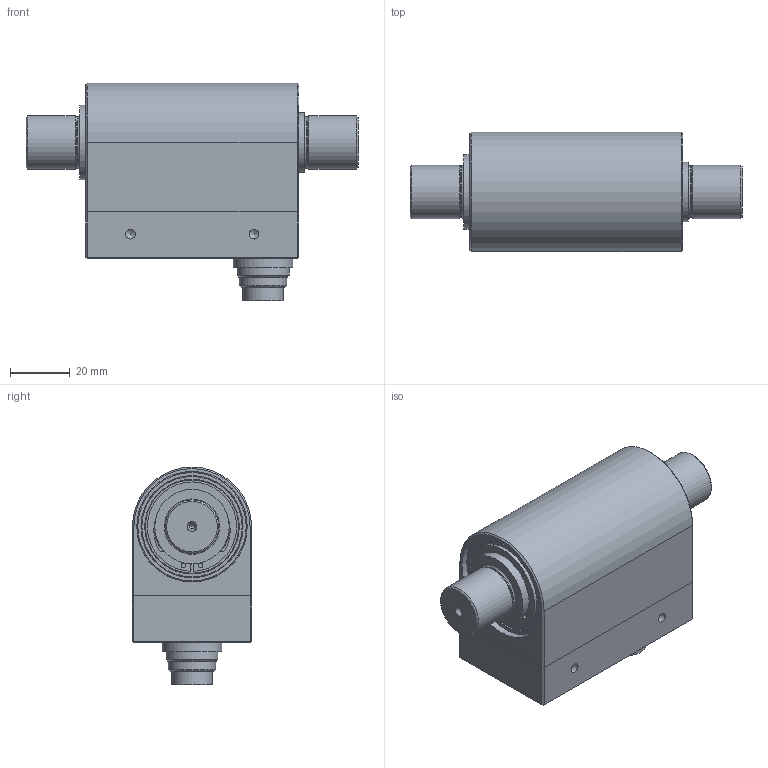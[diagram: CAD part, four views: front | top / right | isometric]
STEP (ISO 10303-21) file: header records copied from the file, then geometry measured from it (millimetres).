
FILE_DESCRIPTION( ( 'Unknown' ), '1' );
FILE_NAME( 'Dr2112-20-30Nm.stp', 'Unknown', ( 'Unknown' ), ( 'Unknown' ), 'PSStep 17.0.49', 'Unknown', ' ' );
FILE_SCHEMA( ( 'AUTOMOTIVE_DESIGN { 1 0 10303 214 1 1 1 1 }' ) );
Length unit declared in the file: millimetre
Products named in the file (24): 2176-B01_DOC-00085052; 2176-001_doc-00028057; av_25; DOC-00081541; av_20_nut; 2155-b05_doc-00037926; 2155-003_doc-00028061; Senkschraube DIN 965-M3x20-H; Senkschraube DIN 965-M3x20-H-oa2; 2155-b03_doc-00037909-oa1; 2155-002_doc-00037341; Sicherungsring DIN 472-32x1,2-T1-oa0; INA-20x32x7-61804 2RS; Assem1; flanschstecker 12-polig serie 723; mutter m18x1,5_doc-00005961
Assembly tree (25 placements, depth 3):
  Assem1
    flanschstecker 12-polig serie 723
    mutter m18x1,5_doc-00005961
    2155-b03_doc-00037909-oa1
      2155-002_doc-00037341
      Sicherungsring DIN 472-32x1,2-T1-oa0
      INA-20x32x7-61804 2RS
      INA-20x32x7-61804 2RS
      INA-20x32x7-61804 2RS
      INA-20x32x7-61804 2RS
      INA-20x32x7-61804 2RS
    2155-b05_doc-00037926
      2155-003_doc-00028061
      Senkschraube DIN 965-M3x20-H  x3
      Senkschraube DIN 965-M3x20-H-oa2
    2176-B01_DOC-00085052
      2176-001_doc-00028057
      av_25
      DOC-00081541
      DOC-00081541
      DOC-00081541
      DOC-00081541
      DOC-00081541
      av_20_nut
Bounding box: 111.5 x 40 x 73.15 mm (x, y, z)
Volume: 102849.6 mm3; surface area: 58465.2 mm2
Topology: 22 solids, 24 shells, 416 faces, 896 edges, 582 vertices
Faces by surface type: plane 192, cylinder 155, cone 47, torus 22
Full cylindrical faces by diameter (mm): 1 x24, 1.5 x4, 1.6 x2, 2.387 x4, 2.459 x5, 2.5 x2, 3 x4, 3.242 x2, 3.4 x4, 5.6 x4, 12 x1, 13.5 x1, 15 x1, 15.875 x1, 16.5 x1, 17.4 x2, 17.462 x1, 17.8 x1, 18 x2, 19 x1, 20 x5, 23.9 x1, 24.031 x2, 25 x3, 28.5 x2, 28.7 x2, 28.8 x2, 29.02 x4, 29.48 x2, 29.5 x2
Entity records: 11634 total; most frequent: DIRECTION 1670, CARTESIAN_POINT 1408, ORIENTED_EDGE 1104, AXIS2_PLACEMENT_3D 723, EDGE_LOOP 624, EDGE_CURVE 552, FACE_OUTER_BOUND 481, VERTEX_POINT 461
